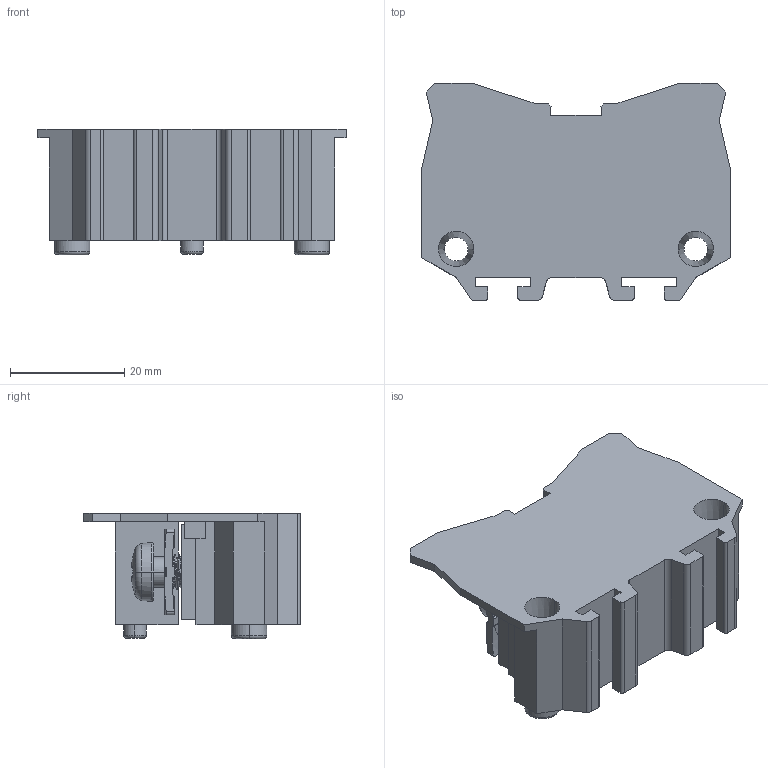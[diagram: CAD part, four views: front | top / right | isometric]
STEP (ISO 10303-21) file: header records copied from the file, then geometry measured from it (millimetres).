
FILE_DESCRIPTION((''),'2;1');
FILE_NAME('8YB754205_1_ASM','2018-03-31T',('Administrator'),(''),'PRO/ENGINEER BY PARAMETRIC TECHNOLOGY CORPORATION, 2008380','PRO/ENGINEER BY PARAMETRIC TECHNOLOGY CORPORATION, 2008380','');
FILE_SCHEMA(('CONFIG_CONTROL_DESIGN'));
Length unit declared in the file: millimetre
Products named in the file (4): MANIFOLD_SOLID_BREP_20452; MANIFOLD_SOLID_BREP_24712; MANIFOLD_SOLID_BREP_28972; 8YB754205_1_ASM
Assembly tree (3 placements, depth 2):
  8YB754205_1_ASM
    MANIFOLD_SOLID_BREP_20452
    MANIFOLD_SOLID_BREP_24712
    MANIFOLD_SOLID_BREP_28972
Bounding box: 54 x 38 x 22 mm (x, y, z)
Volume: 16014.5 mm3; surface area: 12661.1 mm2
Topology: 3 solids, 3 shells, 574 faces, 1586 edges, 999 vertices
Faces by surface type: plane 184, cylinder 174, bspline 86, torus 74, cone 30, sphere 22, extrusion 4
Entity records: 27119 total; most frequent: CARTESIAN_POINT 13161, ORIENTED_EDGE 3128, DIRECTION 2652, EDGE_CURVE 1564, VERTEX_POINT 999, AXIS2_PLACEMENT_3D 991, VECTOR 670, LINE 666
